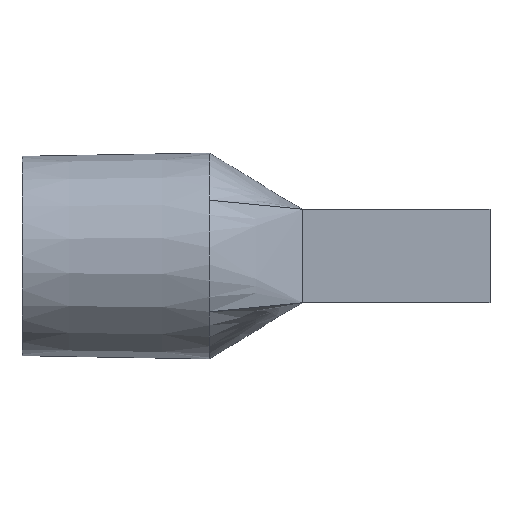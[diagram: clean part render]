
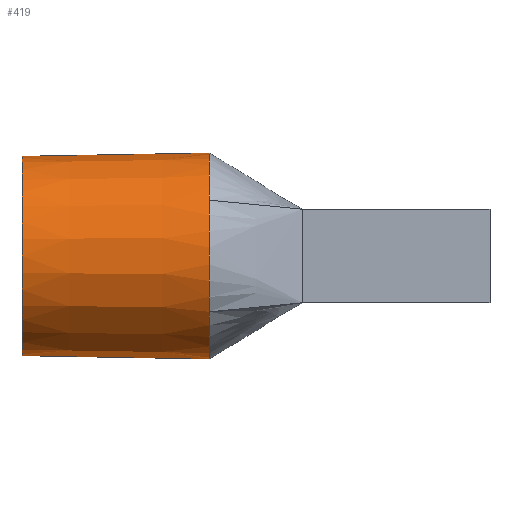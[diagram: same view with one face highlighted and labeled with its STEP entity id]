
A CAD part, left-side view. The second image highlights one B-rep face of the part: STEP entity #419.
In plain terms, the highlighted conical face has half-angle 1 degrees and reference radius 11 mm.
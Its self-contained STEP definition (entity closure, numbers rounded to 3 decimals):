
#12 = CARTESIAN_POINT ( 'NONE',  ( 0., 10., -11. ) ) ;
#28 = AXIS2_PLACEMENT_3D ( 'NONE', #478, #199, #1684 ) ;
#90 = ORIENTED_EDGE ( 'NONE', *, *, #666, .F. ) ;
#95 = EDGE_CURVE ( 'NONE', #350, #540, #1171, .T. ) ;
#153 = DIRECTION ( 'NONE',  ( 0., 0., 1. ) ) ;
#156 = DIRECTION ( 'NONE',  ( 0., -1., 0. ) ) ;
#178 = CARTESIAN_POINT ( 'NONE',  ( 0., 10., 11. ) ) ;
#179 = CARTESIAN_POINT ( 'NONE',  ( 0., 30., -10.651 ) ) ;
#199 = DIRECTION ( 'NONE',  ( 0., 1., 0. ) ) ;
#226 = ORIENTED_EDGE ( 'NONE', *, *, #95, .T. ) ;
#227 = CONICAL_SURFACE ( 'NONE', #927, 11., 0.017 ) ;
#291 = CARTESIAN_POINT ( 'NONE',  ( 0., 10., -11. ) ) ;
#350 = VERTEX_POINT ( 'NONE', #1633 ) ;
#354 = VERTEX_POINT ( 'NONE', #12 ) ;
#359 = EDGE_CURVE ( 'NONE', #1579, #764, #600, .T. ) ;
#397 = CARTESIAN_POINT ( 'NONE',  ( 0., 10., 0. ) ) ;
#419 = ADVANCED_FACE ( 'NONE', ( #1149 ), #227, .T. ) ;
#424 = DIRECTION ( 'NONE',  ( 0., -1., -0.017 ) ) ;
#460 = DIRECTION ( 'NONE',  ( 0., 0., 1. ) ) ;
#478 = CARTESIAN_POINT ( 'NONE',  ( 0., 10., 0. ) ) ;
#540 = VERTEX_POINT ( 'NONE', #1252 ) ;
#583 = ORIENTED_EDGE ( 'NONE', *, *, #1081, .T. ) ;
#588 = ORIENTED_EDGE ( 'NONE', *, *, #359, .F. ) ;
#600 = CIRCLE ( 'NONE', #1053, 10.651 ) ;
#601 = EDGE_CURVE ( 'NONE', #676, #350, #1442, .T. ) ;
#666 = EDGE_CURVE ( 'NONE', #764, #540, #693, .T. ) ;
#676 = VERTEX_POINT ( 'NONE', #1326 ) ;
#693 = LINE ( 'NONE', #178, #1353 ) ;
#728 = DIRECTION ( 'NONE',  ( 0., 1., 0. ) ) ;
#732 = ORIENTED_EDGE ( 'NONE', *, *, #601, .T. ) ;
#764 = VERTEX_POINT ( 'NONE', #917 ) ;
#860 = CARTESIAN_POINT ( 'NONE',  ( 0., 10., 0. ) ) ;
#885 = EDGE_CURVE ( 'NONE', #1579, #354, #972, .T. ) ;
#917 = CARTESIAN_POINT ( 'NONE',  ( 0., 30., 10.651 ) ) ;
#927 = AXIS2_PLACEMENT_3D ( 'NONE', #973, #156, #1505 ) ;
#972 = LINE ( 'NONE', #291, #1524 ) ;
#973 = CARTESIAN_POINT ( 'NONE',  ( 0., 10., 0. ) ) ;
#1053 = AXIS2_PLACEMENT_3D ( 'NONE', #1117, #1107, #153 ) ;
#1080 = AXIS2_PLACEMENT_3D ( 'NONE', #860, #728, #460 ) ;
#1081 = EDGE_CURVE ( 'NONE', #354, #676, #1178, .T. ) ;
#1107 = DIRECTION ( 'NONE',  ( 0., 1., 0. ) ) ;
#1117 = CARTESIAN_POINT ( 'NONE',  ( 0., 30., 0. ) ) ;
#1149 = FACE_OUTER_BOUND ( 'NONE', #1286, .T. ) ;
#1171 = CIRCLE ( 'NONE', #1242, 11. ) ;
#1172 = ORIENTED_EDGE ( 'NONE', *, *, #885, .T. ) ;
#1178 = CIRCLE ( 'NONE', #28, 11. ) ;
#1242 = AXIS2_PLACEMENT_3D ( 'NONE', #397, #1374, #1518 ) ;
#1252 = CARTESIAN_POINT ( 'NONE',  ( 0., 10., 11. ) ) ;
#1286 = EDGE_LOOP ( 'NONE', ( #588, #1172, #583, #732, #226, #90 ) ) ;
#1321 = DIRECTION ( 'NONE',  ( 0., -1., 0.017 ) ) ;
#1326 = CARTESIAN_POINT ( 'NONE',  ( -9.244, 10., -5.964 ) ) ;
#1353 = VECTOR ( 'NONE', #1321, 1000. ) ;
#1374 = DIRECTION ( 'NONE',  ( 0., 1., 0. ) ) ;
#1442 = CIRCLE ( 'NONE', #1080, 11. ) ;
#1505 = DIRECTION ( 'NONE',  ( 0., 0., 1. ) ) ;
#1518 = DIRECTION ( 'NONE',  ( 0., 0., 1. ) ) ;
#1524 = VECTOR ( 'NONE', #424, 1000. ) ;
#1579 = VERTEX_POINT ( 'NONE', #179 ) ;
#1633 = CARTESIAN_POINT ( 'NONE',  ( -9.244, 10., 5.964 ) ) ;
#1684 = DIRECTION ( 'NONE',  ( 0., 0., 1. ) ) ;
